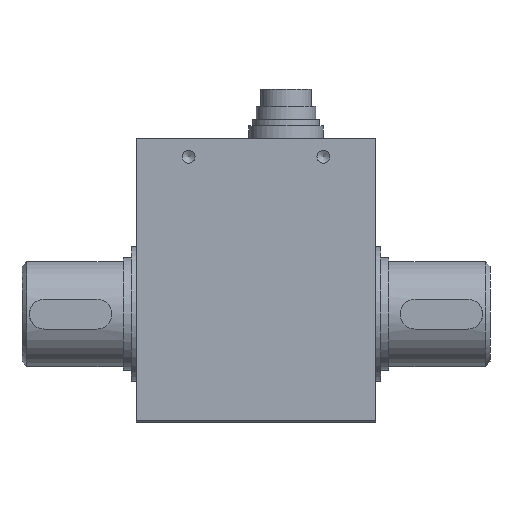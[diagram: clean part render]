
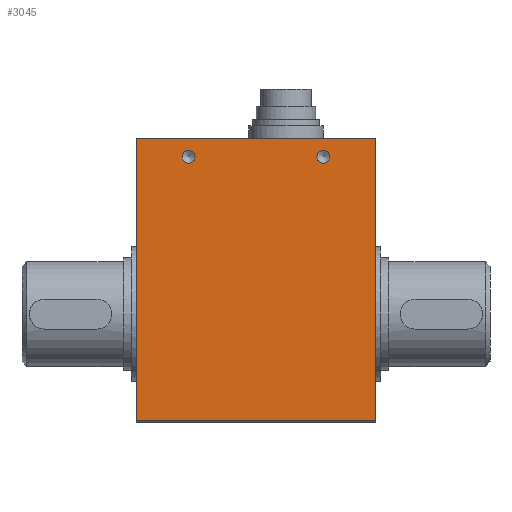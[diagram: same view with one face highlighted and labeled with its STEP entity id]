
A CAD part, front view. The second image highlights one B-rep face of the part: STEP entity #3045.
In plain terms, the highlighted planar face has unit normal (0, -1, 0).
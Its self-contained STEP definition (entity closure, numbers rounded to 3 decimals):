
#43=FACE_BOUND('',#614,.T.);
#44=FACE_BOUND('',#615,.T.);
#190=PLANE('',#3454);
#388=FACE_OUTER_BOUND('',#613,.T.);
#613=EDGE_LOOP('',(#2652,#2653,#2654,#2655));
#614=EDGE_LOOP('',(#2656));
#615=EDGE_LOOP('',(#2657));
#868=LINE('',#5838,#1097);
#874=LINE('',#5850,#1103);
#875=LINE('',#5852,#1104);
#876=LINE('',#5853,#1105);
#1097=VECTOR('',#4300,75.492);
#1103=VECTOR('',#4310,64.);
#1104=VECTOR('',#4311,64.);
#1105=VECTOR('',#4312,75.492);
#1233=CIRCLE('',#3290,1.711);
#1235=CIRCLE('',#3294,1.711);
#1417=VERTEX_POINT('',#5191);
#1420=VERTEX_POINT('',#5200);
#1551=VERTEX_POINT('',#5835);
#1552=VERTEX_POINT('',#5837);
#1556=VERTEX_POINT('',#5849);
#1557=VERTEX_POINT('',#5851);
#1737=EDGE_CURVE('',#1417,#1417,#1233,.T.);
#1741=EDGE_CURVE('',#1420,#1420,#1235,.T.);
#1940=EDGE_CURVE('',#1552,#1551,#868,.T.);
#1946=EDGE_CURVE('',#1552,#1556,#874,.T.);
#1947=EDGE_CURVE('',#1557,#1551,#875,.T.);
#1948=EDGE_CURVE('',#1556,#1557,#876,.T.);
#2652=ORIENTED_EDGE('',*,*,#1946,.F.);
#2653=ORIENTED_EDGE('',*,*,#1940,.T.);
#2654=ORIENTED_EDGE('',*,*,#1947,.F.);
#2655=ORIENTED_EDGE('',*,*,#1948,.F.);
#2656=ORIENTED_EDGE('',*,*,#1741,.T.);
#2657=ORIENTED_EDGE('',*,*,#1737,.T.);
#3045=ADVANCED_FACE('',(#388,#43,#44),#190,.T.);
#3290=AXIS2_PLACEMENT_3D('',#5192,#3850,#3851);
#3294=AXIS2_PLACEMENT_3D('',#5201,#3860,#3861);
#3454=AXIS2_PLACEMENT_3D('',#5848,#4308,#4309);
#3850=DIRECTION('center_axis',(0.,1.,0.));
#3851=DIRECTION('ref_axis',(0.,0.,-1.));
#3860=DIRECTION('center_axis',(0.,1.,0.));
#3861=DIRECTION('ref_axis',(0.,0.,-1.));
#4300=DIRECTION('',(0.,0.,1.));
#4308=DIRECTION('center_axis',(0.,-1.,0.));
#4309=DIRECTION('ref_axis',(0.,0.,-1.));
#4310=DIRECTION('',(-1.,0.,0.));
#4311=DIRECTION('',(1.,0.,0.));
#4312=DIRECTION('',(0.,0.,1.));
#5191=CARTESIAN_POINT('',(18.,-29.,43.711));
#5192=CARTESIAN_POINT('Origin',(18.,-29.,42.));
#5200=CARTESIAN_POINT('',(-18.,-29.,43.711));
#5201=CARTESIAN_POINT('Origin',(-18.,-29.,42.));
#5835=CARTESIAN_POINT('',(32.,-29.,47.));
#5837=CARTESIAN_POINT('',(32.,-29.,-28.492));
#5838=CARTESIAN_POINT('',(32.,-29.,-28.492));
#5848=CARTESIAN_POINT('Origin',(-32.,-29.,-29.));
#5849=CARTESIAN_POINT('',(-32.,-29.,-28.492));
#5850=CARTESIAN_POINT('',(32.,-29.,-28.492));
#5851=CARTESIAN_POINT('',(-32.,-29.,47.));
#5852=CARTESIAN_POINT('',(-32.,-29.,47.));
#5853=CARTESIAN_POINT('',(-32.,-29.,-28.492));
